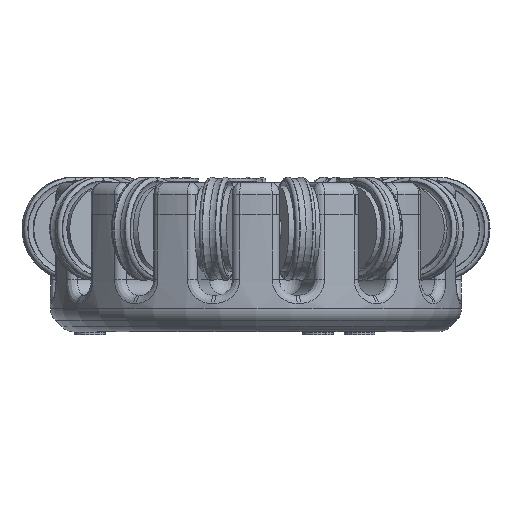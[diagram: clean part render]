
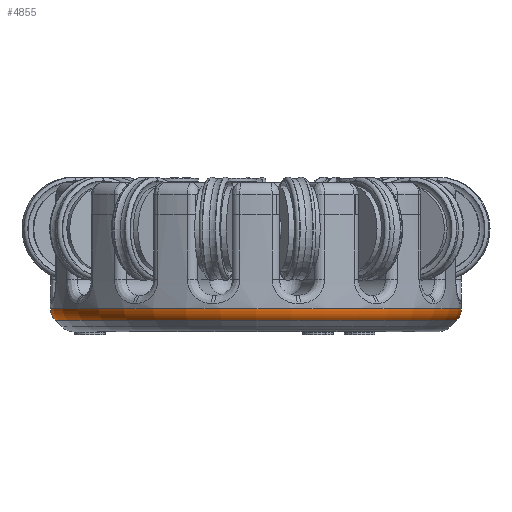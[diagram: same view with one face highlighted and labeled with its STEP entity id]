
A CAD part, front view. The second image highlights one B-rep face of the part: STEP entity #4855.
In plain terms, the highlighted toroidal (fillet/blend) face has major radius 23.5 mm and minor radius 2 mm.
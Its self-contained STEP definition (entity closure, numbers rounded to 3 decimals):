
#1307 = DIRECTION ( 'NONE',  ( 0., -1., 0. ) ) ;
#1341 = FACE_OUTER_BOUND ( 'NONE', #11441, .T. ) ;
#2254 = VERTEX_POINT ( 'NONE', #2255 ) ;
#2255 = CARTESIAN_POINT ( 'NONE',  ( -25.5, 0., -1.672 ) ) ;
#4855 = ADVANCED_FACE ( 'NONE', ( #1341 ), #11775, .T. ) ;
#5093 = DIRECTION ( 'NONE',  ( 0., 0., -1. ) ) ;
#5485 = CARTESIAN_POINT ( 'NONE',  ( 0., 0., -1.672 ) ) ;
#5908 = CARTESIAN_POINT ( 'NONE',  ( 24.914, 0., -3.086 ) ) ;
#7561 = CARTESIAN_POINT ( 'NONE',  ( 0., 0., -1.672 ) ) ;
#7681 = DIRECTION ( 'NONE',  ( 1., 0., 0. ) ) ;
#11441 = EDGE_LOOP ( 'NONE', ( #36383, #32783, #28586, #36280 ) ) ;
#11775 = TOROIDAL_SURFACE ( 'NONE', #22062, 23.5, 2. ) ;
#12601 = EDGE_CURVE ( 'NONE', #2254, #18863, #15116, .T. ) ;
#13238 = CIRCLE ( 'NONE', #44729, 25.5 ) ;
#14803 = DIRECTION ( 'NONE',  ( 0., 0., 1. ) ) ;
#15116 = CIRCLE ( 'NONE', #15501, 2. ) ;
#15501 = AXIS2_PLACEMENT_3D ( 'NONE', #16935, #1307, #5093 ) ;
#15762 = DIRECTION ( 'NONE',  ( 0., 0., -1. ) ) ;
#16935 = CARTESIAN_POINT ( 'NONE',  ( -23.5, 0., -1.672 ) ) ;
#18863 = VERTEX_POINT ( 'NONE', #21142 ) ;
#19303 = DIRECTION ( 'NONE',  ( -1., 0., 0. ) ) ;
#21142 = CARTESIAN_POINT ( 'NONE',  ( -24.914, 0., -3.086 ) ) ;
#22062 = AXIS2_PLACEMENT_3D ( 'NONE', #5485, #36439, #48072 ) ;
#22103 = EDGE_CURVE ( 'NONE', #28687, #18863, #26785, .T. ) ;
#25705 = CARTESIAN_POINT ( 'NONE',  ( 25.5, 0., -1.672 ) ) ;
#26055 = AXIS2_PLACEMENT_3D ( 'NONE', #42837, #47127, #19303 ) ;
#26785 = CIRCLE ( 'NONE', #33812, 24.914 ) ;
#28586 = ORIENTED_EDGE ( 'NONE', *, *, #12601, .T. ) ;
#28687 = VERTEX_POINT ( 'NONE', #5908 ) ;
#32783 = ORIENTED_EDGE ( 'NONE', *, *, #35814, .F. ) ;
#32875 = CIRCLE ( 'NONE', #26055, 2. ) ;
#33812 = AXIS2_PLACEMENT_3D ( 'NONE', #38788, #15762, #7681 ) ;
#34487 = EDGE_CURVE ( 'NONE', #42224, #28687, #32875, .T. ) ;
#35814 = EDGE_CURVE ( 'NONE', #2254, #42224, #13238, .T. ) ;
#36280 = ORIENTED_EDGE ( 'NONE', *, *, #22103, .F. ) ;
#36383 = ORIENTED_EDGE ( 'NONE', *, *, #34487, .F. ) ;
#36439 = DIRECTION ( 'NONE',  ( 0., 0., -1. ) ) ;
#38788 = CARTESIAN_POINT ( 'NONE',  ( 0., 0., -3.086 ) ) ;
#42224 = VERTEX_POINT ( 'NONE', #25705 ) ;
#42837 = CARTESIAN_POINT ( 'NONE',  ( 23.5, 0., -1.672 ) ) ;
#44729 = AXIS2_PLACEMENT_3D ( 'NONE', #7561, #14803, #46218 ) ;
#46218 = DIRECTION ( 'NONE',  ( -1., 0., 0. ) ) ;
#47127 = DIRECTION ( 'NONE',  ( 0., 1., 0. ) ) ;
#48072 = DIRECTION ( 'NONE',  ( -1., 0., 0. ) ) ;
